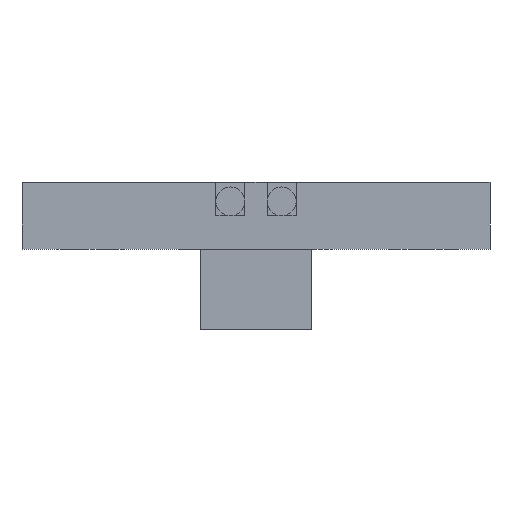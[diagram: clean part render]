
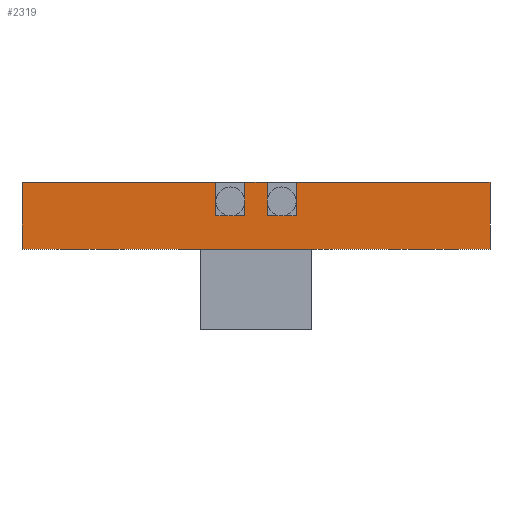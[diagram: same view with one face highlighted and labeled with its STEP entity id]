
A CAD part, front view. The second image highlights one B-rep face of the part: STEP entity #2319.
In plain terms, the highlighted planar face has unit normal (0, -1, 0).
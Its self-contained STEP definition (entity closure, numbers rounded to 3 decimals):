
#18=DIRECTION('',(1.,0.,0.));
#19=VECTOR('',#18,21.);
#20=CARTESIAN_POINT('',(-10.5,-7.75,0.));
#21=LINE('',#20,#19);
#118=DIRECTION('',(1.,0.,0.));
#119=VECTOR('',#118,1.);
#120=CARTESIAN_POINT('',(-0.5,-7.75,3.));
#121=LINE('',#120,#119);
#147=DIRECTION('',(1.,0.,0.));
#148=VECTOR('',#147,8.7);
#149=CARTESIAN_POINT('',(-10.5,-7.75,3.));
#150=LINE('',#149,#148);
#167=DIRECTION('',(1.,0.,0.));
#168=VECTOR('',#167,8.7);
#169=CARTESIAN_POINT('',(1.8,-7.75,3.));
#170=LINE('',#169,#168);
#207=DIRECTION('',(1.,0.,0.));
#208=VECTOR('',#207,1.3);
#209=CARTESIAN_POINT('',(-1.8,-7.75,1.5));
#210=LINE('',#209,#208);
#211=DIRECTION('',(0.,0.,-1.));
#212=VECTOR('',#211,1.5);
#213=CARTESIAN_POINT('',(-0.5,-7.75,3.));
#214=LINE('',#213,#212);
#215=DIRECTION('',(0.,0.,-1.));
#216=VECTOR('',#215,1.5);
#217=CARTESIAN_POINT('',(0.5,-7.75,3.));
#218=LINE('',#217,#216);
#219=DIRECTION('',(1.,0.,0.));
#220=VECTOR('',#219,1.3);
#221=CARTESIAN_POINT('',(0.5,-7.75,1.5));
#222=LINE('',#221,#220);
#223=DIRECTION('',(0.,0.,-1.));
#224=VECTOR('',#223,1.5);
#225=CARTESIAN_POINT('',(1.8,-7.75,3.));
#226=LINE('',#225,#224);
#227=DIRECTION('',(0.,0.,1.));
#228=VECTOR('',#227,3.);
#229=CARTESIAN_POINT('',(-10.5,-7.75,0.));
#230=LINE('',#229,#228);
#231=DIRECTION('',(0.,0.,-1.));
#232=VECTOR('',#231,1.5);
#233=CARTESIAN_POINT('',(-1.8,-7.75,3.));
#234=LINE('',#233,#232);
#434=DIRECTION('',(0.,0.,1.));
#435=VECTOR('',#434,3.);
#436=CARTESIAN_POINT('',(10.5,-7.75,0.));
#437=LINE('',#436,#435);
#1831=CARTESIAN_POINT('',(-10.5,-7.75,0.));
#1833=VERTEX_POINT('',#1831);
#1834=CARTESIAN_POINT('',(10.5,-7.75,0.));
#1835=VERTEX_POINT('',#1834);
#1839=CARTESIAN_POINT('',(-10.5,-7.75,3.));
#1841=VERTEX_POINT('',#1839);
#1842=CARTESIAN_POINT('',(10.5,-7.75,3.));
#1844=VERTEX_POINT('',#1842);
#1850=CARTESIAN_POINT('',(0.5,-7.75,3.));
#1852=VERTEX_POINT('',#1850);
#1854=CARTESIAN_POINT('',(-0.5,-7.75,3.));
#1856=VERTEX_POINT('',#1854);
#1858=CARTESIAN_POINT('',(-1.8,-7.75,1.5));
#1859=CARTESIAN_POINT('',(-0.5,-7.75,1.5));
#1860=VERTEX_POINT('',#1858);
#1861=VERTEX_POINT('',#1859);
#1862=CARTESIAN_POINT('',(0.5,-7.75,1.5));
#1863=CARTESIAN_POINT('',(1.8,-7.75,1.5));
#1864=VERTEX_POINT('',#1862);
#1865=VERTEX_POINT('',#1863);
#1866=CARTESIAN_POINT('',(1.8,-7.75,3.));
#1867=VERTEX_POINT('',#1866);
#1868=CARTESIAN_POINT('',(-1.8,-7.75,3.));
#1869=VERTEX_POINT('',#1868);
#2294=CARTESIAN_POINT('',(-10.5,-7.75,0.));
#2295=DIRECTION('',(0.,-1.,0.));
#2296=DIRECTION('',(1.,0.,0.));
#2297=AXIS2_PLACEMENT_3D('',#2294,#2295,#2296);
#2298=PLANE('',#2297);
#2300=ORIENTED_EDGE('',*,*,#2299,.T.);
#2301=ORIENTED_EDGE('',*,*,#2286,.F.);
#2302=ORIENTED_EDGE('',*,*,#2192,.T.);
#2303=ORIENTED_EDGE('',*,*,#2261,.T.);
#2305=ORIENTED_EDGE('',*,*,#2304,.T.);
#2307=ORIENTED_EDGE('',*,*,#2306,.F.);
#2308=ORIENTED_EDGE('',*,*,#2236,.T.);
#2310=ORIENTED_EDGE('',*,*,#2309,.F.);
#2311=ORIENTED_EDGE('',*,*,#2055,.F.);
#2313=ORIENTED_EDGE('',*,*,#2312,.T.);
#2314=ORIENTED_EDGE('',*,*,#2213,.T.);
#2316=ORIENTED_EDGE('',*,*,#2315,.T.);
#2317=EDGE_LOOP('',(#2300,#2301,#2302,#2303,#2305,#2307,#2308,#2310,#2311,#2313,
#2314,#2316));
#2318=FACE_OUTER_BOUND('',#2317,.F.);
#2319=ADVANCED_FACE('',(#2318),#2298,.T.);
#2055=EDGE_CURVE('',#1833,#1835,#21,.T.);
#2192=EDGE_CURVE('',#1856,#1852,#121,.T.);
#2213=EDGE_CURVE('',#1841,#1869,#150,.T.);
#2236=EDGE_CURVE('',#1867,#1844,#170,.T.);
#2261=EDGE_CURVE('',#1852,#1864,#218,.T.);
#2286=EDGE_CURVE('',#1856,#1861,#214,.T.);
#2299=EDGE_CURVE('',#1860,#1861,#210,.T.);
#2304=EDGE_CURVE('',#1864,#1865,#222,.T.);
#2306=EDGE_CURVE('',#1867,#1865,#226,.T.);
#2309=EDGE_CURVE('',#1835,#1844,#437,.T.);
#2312=EDGE_CURVE('',#1833,#1841,#230,.T.);
#2315=EDGE_CURVE('',#1869,#1860,#234,.T.);
